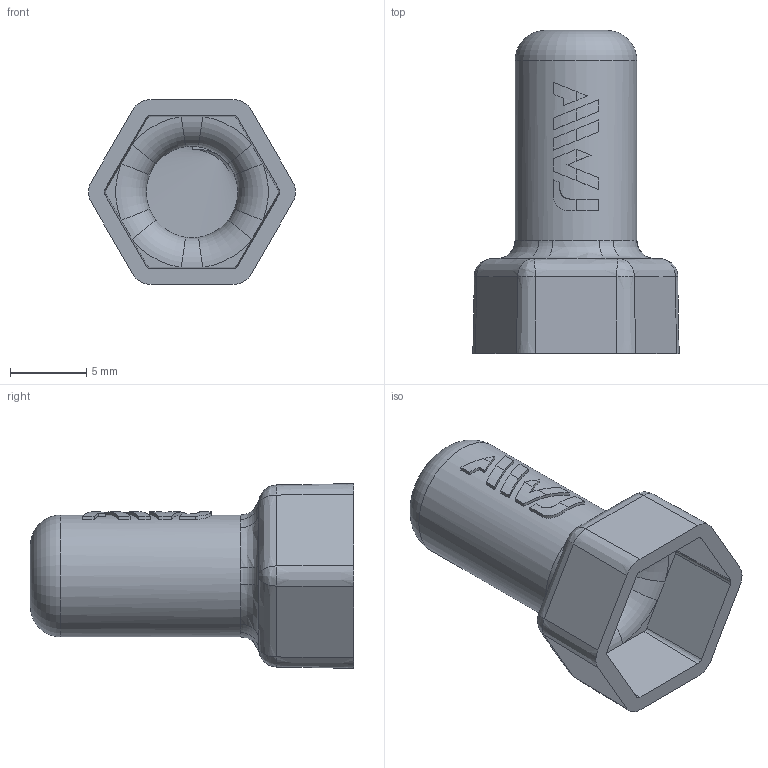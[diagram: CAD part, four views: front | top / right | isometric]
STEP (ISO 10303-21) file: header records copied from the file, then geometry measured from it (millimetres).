
FILE_DESCRIPTION(('STEP AP203'),'1');
FILE_NAME('.step','2024-11-29T08:45:50',(' '),(' '),'Spatial InterOp 3D',' ',' ');
FILE_SCHEMA(('CONFIG_CONTROL_DESIGN'));
Length unit declared in the file: millimetre
Products named in the file (1): 1
Bounding box: 13.56 x 21.2 x 12.12 mm (x, y, z)
Volume: 1065.1 mm3; surface area: 1244 mm2
Topology: 7 solids, 10 shells, 385 faces, 1125 edges, 795 vertices
Faces by surface type: bspline 202, plane 85, cylinder 67, cone 18, torus 13
Full cylindrical faces by diameter (mm): 6 x1, 8 x1
Entity records: 16117 total; most frequent: CARTESIAN_POINT 7223, ORIENTED_EDGE 2244, DIRECTION 1168, EDGE_CURVE 1122, VERTEX_POINT 798, B_SPLINE_CURVE_WITH_KNOTS 533, EDGE_LOOP 422, AXIS2_PLACEMENT_3D 392
